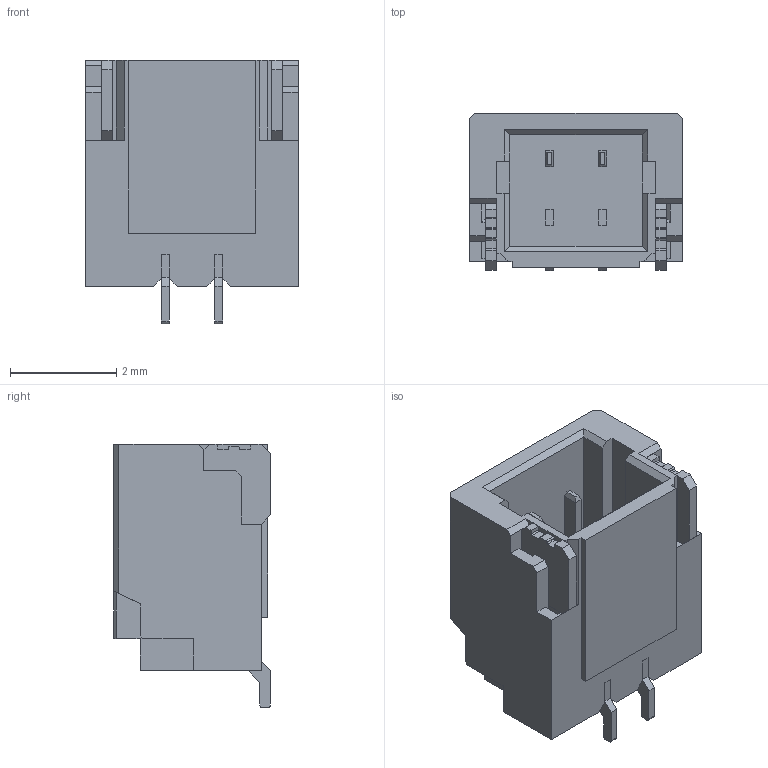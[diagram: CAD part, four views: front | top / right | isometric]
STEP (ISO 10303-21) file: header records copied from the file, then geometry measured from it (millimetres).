
FILE_DESCRIPTION(('HOOPS Exchange Step'),'2;1');
FILE_NAME('temp_export','2025-07-30T11:11:15+07:00',('Nhatkhongbuon'),('Shapr3D Limited'),'HOOPS Exchange 2024.8','Shapr3D','Authorized');
FILE_SCHEMA( ('AP242_MANAGED_MODEL_BASED_3D_ENGINEERING_MIM_LF {1 0 10303 442 1 1 4}') );
Length unit declared in the file: millimetre
Products named in the file (2): SM02B-SRSS-TB-LF--SN---3DModel-STEP-56544.STEP; root
Assembly tree (1 placements, depth 2):
  root
    SM02B-SRSS-TB-LF--SN---3DModel-STEP-56544.STEP
Bounding box: 4 x 2.95 x 4.95 mm (x, y, z)
Volume: 28.6 mm3; surface area: 144.9 mm2
Topology: 5 solids, 5 shells, 203 faces, 572 edges, 376 vertices
Faces by surface type: plane 187, cylinder 16
Entity records: 6510 total; most frequent: CARTESIAN_POINT 1155, ORIENTED_EDGE 1144, DIRECTION 1018, EDGE_CURVE 572, VECTOR 540, LINE 540, VERTEX_POINT 376, AXIS2_PLACEMENT_3D 239
